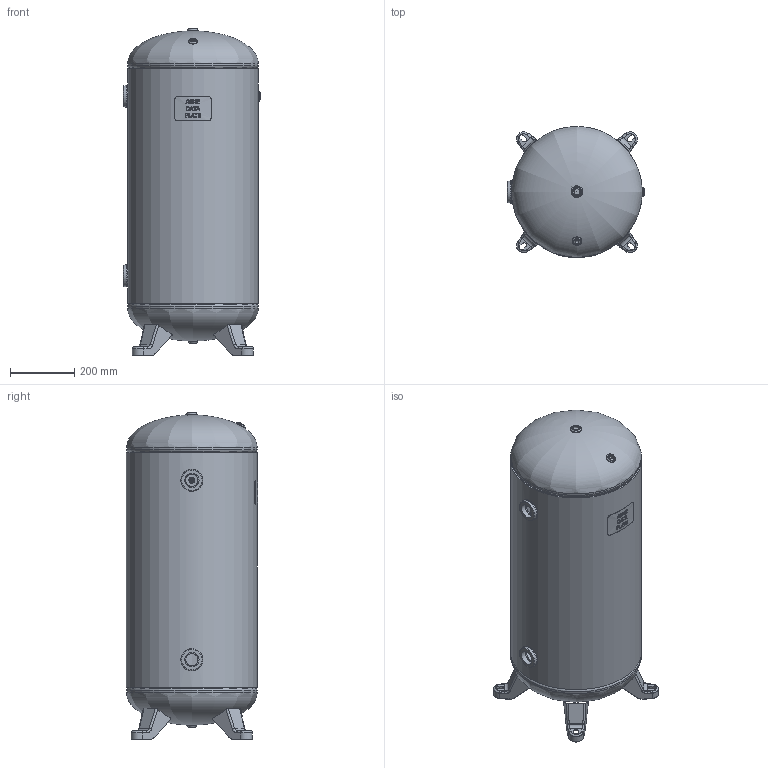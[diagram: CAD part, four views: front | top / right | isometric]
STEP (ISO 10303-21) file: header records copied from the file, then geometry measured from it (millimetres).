
FILE_DESCRIPTION(/* description */ ('16 X 38 200# VERT ASME STOCK 30 GAL'),/* implementation_level */ '2;1');
FILE_NAME(/* name */ 'A10040-300.stp',/* time_stamp */ '2020-07-17T16:10:49-04:00',/* author */ ('matt.gilbert'),/* organization */ ('CATALOG'),/* preprocessor_version */ 'ST-DEVELOPER v17.2',/* originating_system */ 'Autodesk Inventor 2019',/* authorisation */ 'N/A');
FILE_SCHEMA (('AUTOMOTIVE_DESIGN { 1 0 10303 214 3 1 1 }'));
Length unit declared in the file: inch
Products named in the file (8): A10040-300; A10040-300-SL; A10040-300-NP; 910-259; F101501; F100250; F100500; S101453S
Assembly tree (14 placements, depth 2):
  A10040-300
    A10040-300-SL
    A10040-300-NP
    910-259  x2
    F101501  x2
    F100250  x3
    F100500
    S101453S  x4
Bounding box: 427.65 x 408.42 x 1016.83 mm (x, y, z)
Volume: 5979792.6 mm3; surface area: 2907985.1 mm2
Topology: 14 solids, 14 shells, 427 faces, 1147 edges, 762 vertices
Faces by surface type: plane 170, cylinder 126, bspline 87, torus 38, cone 6
Full cylindrical faces by diameter (mm): 6.35 x1, 11.455 x3, 18.644 x1, 26.987 x1, 38.1 x2, 44.856 x2, 57.547 x2, 68.263 x2, 387.299 x2, 396.24 x2, 397.459 x2, 399.077 x1, 406.4 x2, 407.409 x1
Entity records: 22602 total; most frequent: CARTESIAN_POINT 15848, ORIENTED_EDGE 1456, DIRECTION 1147, EDGE_CURVE 728, VERTEX_POINT 492, AXIS2_PLACEMENT_3D 437, EDGE_LOOP 304, LINE 273
